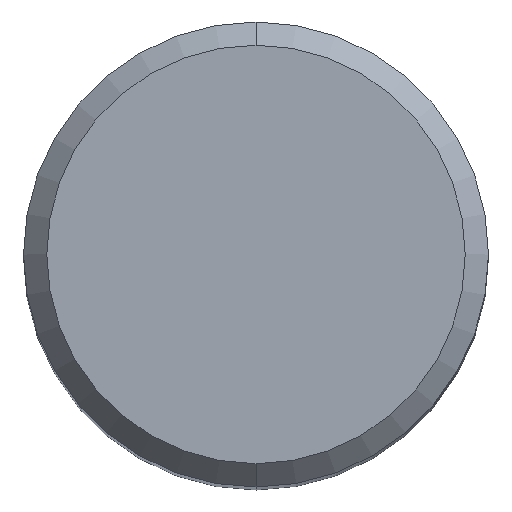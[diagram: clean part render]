
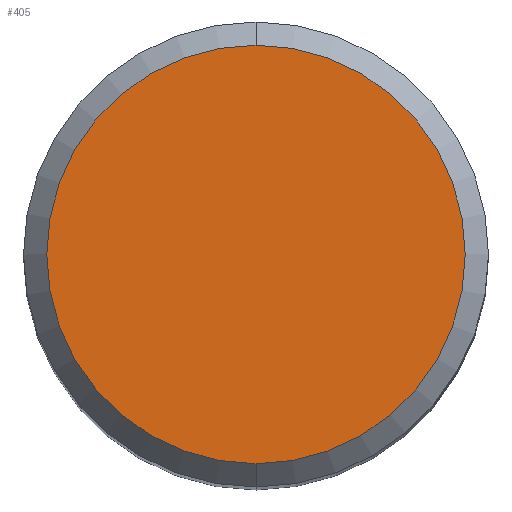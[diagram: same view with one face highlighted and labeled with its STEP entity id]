
A CAD part, top view. The second image highlights one B-rep face of the part: STEP entity #405.
In plain terms, the highlighted planar face has unit normal (0, 0, 1).
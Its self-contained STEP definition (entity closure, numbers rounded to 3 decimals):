
#203=VERTEX_POINT('',#496);
#219=EDGE_CURVE('',#203,#283,#512,.T.);
#241=EDGE_CURVE('',#283,#203,#535,.T.);
#283=VERTEX_POINT('',#580);
#405=ADVANCED_FACE('',(#720),#721,.T.);
#496=CARTESIAN_POINT('',(0.0,5.4,0.0));
#512=CIRCLE('',#908,5.4);
#535=CIRCLE('',#965,5.4);
#580=CARTESIAN_POINT('',(0.,-5.4,0.0));
#720=FACE_OUTER_BOUND('',#1356,.T.);
#721=PLANE('',#1357);
#908=AXIS2_PLACEMENT_3D('',#1470,#1471,#1472);
#965=AXIS2_PLACEMENT_3D('',#1487,#1488,#1489);
#1356=EDGE_LOOP('',(#1721,#1722));
#1357=AXIS2_PLACEMENT_3D('',#1723,#1724,#1725);
#1470=CARTESIAN_POINT('',(0.0,0.0,0.0));
#1471=DIRECTION('',(0.0,0.0,-1.0));
#1472=DIRECTION('',(0.0,1.0,0.0));
#1487=CARTESIAN_POINT('',(0.0,0.0,0.0));
#1488=DIRECTION('',(0.0,0.0,-1.0));
#1489=DIRECTION('',(0.0,1.0,0.0));
#1721=ORIENTED_EDGE('',*,*,#219,.F.);
#1722=ORIENTED_EDGE('',*,*,#241,.F.);
#1723=CARTESIAN_POINT('',(0.0,2.7,0.0));
#1724=DIRECTION('',(-0.0,0.0,1.0));
#1725=DIRECTION('',(0.0,-1.0,0.0));
